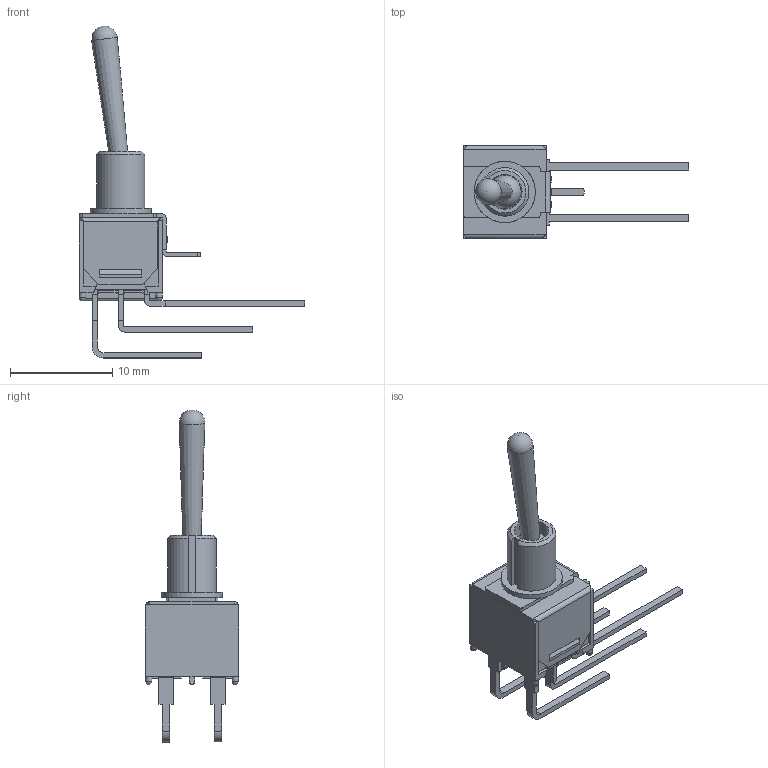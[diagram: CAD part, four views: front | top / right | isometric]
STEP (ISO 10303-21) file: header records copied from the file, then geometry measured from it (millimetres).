
FILE_DESCRIPTION(/* description */ (''),/* implementation_level */ '2;1');
FILE_NAME(/* name */ '200MDPxT4B4M7xE.stp',/* time_stamp */ '2026-01-21T16:09:47-06:00',/* author */ ('jmeyers'),/* organization */ (''),/* preprocessor_version */ 'ST-DEVELOPER v18.1',/* originating_system */ 'Autodesk Inventor 2022',/* authorisation */ '');
FILE_SCHEMA (('AUTOMOTIVE_DESIGN { 1 0 10303 214 3 1 1 }'));
Length unit declared in the file: inch
Products named in the file (1): Part9
Bounding box: 22.1 x 9.14 x 32.54 mm (x, y, z)
Volume: 403.6 mm3; surface area: 1461.1 mm2
Topology: 2 solids, 3 shells, 311 faces, 888 edges, 580 vertices
Faces by surface type: plane 230, cylinder 45, bspline 26, sphere 6, cone 4
Full cylindrical faces by diameter (mm): 0.65 x4, 3.4 x1, 6 x1
Entity records: 10739 total; most frequent: CARTESIAN_POINT 2736, ORIENTED_EDGE 1764, DIRECTION 1487, EDGE_CURVE 882, LINE 701, VECTOR 701, VERTEX_POINT 580, AXIS2_PLACEMENT_3D 393
